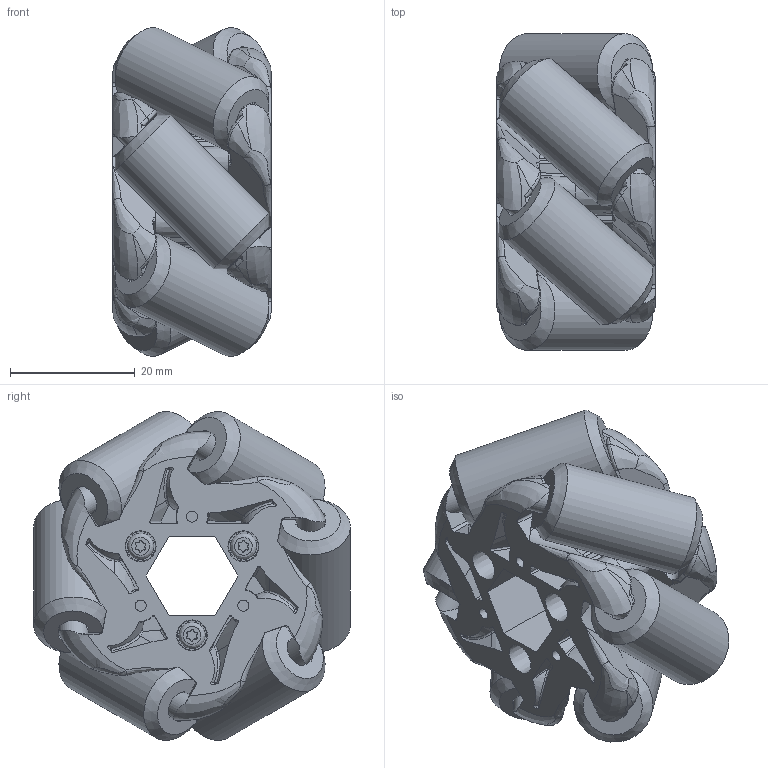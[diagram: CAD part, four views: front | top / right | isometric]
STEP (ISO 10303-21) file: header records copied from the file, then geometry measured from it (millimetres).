
FILE_DESCRIPTION (( 'STEP AP214' ), '1' );
FILE_NAME ('VIW Master 1 ASY_nlwd_prod2fr_pub-prt_step1-interim_real-step1B.STEP', '2021-07-08T03:02:27', ( '' ), ( '' ), 'SwSTEP 2.0', 'SolidWorks 2020', '' );
FILE_SCHEMA (( 'AUTOMOTIVE_DESIGN' ));
Length unit declared in the file: millimetre
Products named in the file (1): VIW Master 1 ASY_nlwd_prod2fr_pub-prt_step1-interim_real-step1B
Bounding box: 25.4 x 50.75 x 52.72 mm (x, y, z)
Surface area: 20014.6 mm2 (no closed solid volume)
Topology: 0 solids, 1 shells, 710 faces, 2058 edges, 1320 vertices
Faces by surface type: bspline 228, plane 224, cylinder 180, cone 78
Full cylindrical faces by diameter (mm): 4.242 x6
Entity records: 36049 total; most frequent: CARTESIAN_POINT 18962, ORIENTED_EDGE 3924, DIRECTION 2478, EDGE_CURVE 1998, VERTEX_POINT 1308, AXIS2_PLACEMENT_3D 891, EDGE_LOOP 802, FACE_OUTER_BOUND 728
